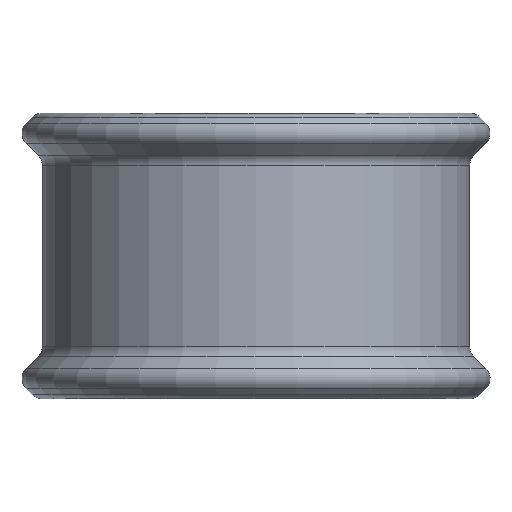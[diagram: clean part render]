
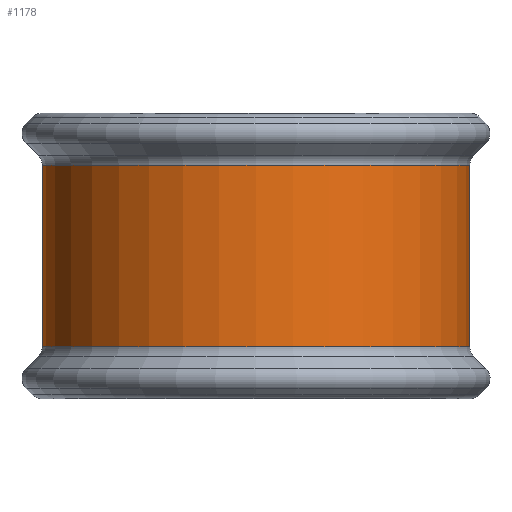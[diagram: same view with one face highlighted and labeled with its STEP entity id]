
A CAD part, front view. The second image highlights one B-rep face of the part: STEP entity #1178.
In plain terms, the highlighted cylindrical face has radius 11.709 mm (diameter 23.419 mm), a partial arc.
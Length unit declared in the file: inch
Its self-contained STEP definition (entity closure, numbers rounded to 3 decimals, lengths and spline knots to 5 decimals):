
#257 = DIRECTION ( 'NONE',  ( -1., 0., 0. ) ) ;
#374 = ORIENTED_EDGE ( 'NONE', *, *, #2088, .T. ) ;
#561 = DIRECTION ( 'NONE',  ( 0., 0., -1. ) ) ;
#639 = EDGE_CURVE ( 'NONE', #2896, #2320, #2634, .T. ) ;
#709 = CARTESIAN_POINT ( 'NONE',  ( -0.055, -0.812, -0.19579 ) ) ;
#1178 = ADVANCED_FACE ( 'NONE', ( #4198 ), #5780, .T. ) ;
#1239 = CARTESIAN_POINT ( 'NONE',  ( 0.406, -0.351, 0.19579 ) ) ;
#1552 = CIRCLE ( 'NONE', #5760, 0.461 ) ;
#2088 = EDGE_CURVE ( 'NONE', #3723, #5747, #1552, .T. ) ;
#2180 = DIRECTION ( 'NONE',  ( -1., 0., 0. ) ) ;
#2320 = VERTEX_POINT ( 'NONE', #709 ) ;
#2556 = EDGE_CURVE ( 'NONE', #2320, #5747, #2688, .T. ) ;
#2634 = CIRCLE ( 'NONE', #4087, 0.461 ) ;
#2688 = LINE ( 'NONE', #3715, #5022 ) ;
#2756 = EDGE_LOOP ( 'NONE', ( #5749, #374, #4793, #4670 ) ) ;
#2896 = VERTEX_POINT ( 'NONE', #3637 ) ;
#3075 = DIRECTION ( 'NONE',  ( 0., 0., -1. ) ) ;
#3387 = CARTESIAN_POINT ( 'NONE',  ( 0.406, -0.812, 0.19579 ) ) ;
#3623 = CARTESIAN_POINT ( 'NONE',  ( -0.055, -0.812, 0.19579 ) ) ;
#3637 = CARTESIAN_POINT ( 'NONE',  ( 0.406, -0.351, -0.19579 ) ) ;
#3715 = CARTESIAN_POINT ( 'NONE',  ( -0.055, -0.812, 0.19579 ) ) ;
#3723 = VERTEX_POINT ( 'NONE', #6043 ) ;
#3878 = DIRECTION ( 'NONE',  ( -1., 0., 0. ) ) ;
#4087 = AXIS2_PLACEMENT_3D ( 'NONE', #5864, #3075, #257 ) ;
#4106 = EDGE_CURVE ( 'NONE', #2896, #3723, #4927, .T. ) ;
#4190 = DIRECTION ( 'NONE',  ( 0., 0., 1. ) ) ;
#4198 = FACE_OUTER_BOUND ( 'NONE', #2756, .T. ) ;
#4670 = ORIENTED_EDGE ( 'NONE', *, *, #639, .F. ) ;
#4793 = ORIENTED_EDGE ( 'NONE', *, *, #2556, .F. ) ;
#4923 = DIRECTION ( 'NONE',  ( 0., 0., -1. ) ) ;
#4927 = LINE ( 'NONE', #1239, #6031 ) ;
#5022 = VECTOR ( 'NONE', #4190, 39.37008 ) ;
#5401 = AXIS2_PLACEMENT_3D ( 'NONE', #5890, #4923, #2180 ) ;
#5463 = DIRECTION ( 'NONE',  ( 0., 0., 1. ) ) ;
#5747 = VERTEX_POINT ( 'NONE', #3623 ) ;
#5749 = ORIENTED_EDGE ( 'NONE', *, *, #4106, .T. ) ;
#5760 = AXIS2_PLACEMENT_3D ( 'NONE', #3387, #561, #3878 ) ;
#5780 = CYLINDRICAL_SURFACE ( 'NONE', #5401, 0.461 ) ;
#5864 = CARTESIAN_POINT ( 'NONE',  ( 0.406, -0.812, -0.19579 ) ) ;
#5890 = CARTESIAN_POINT ( 'NONE',  ( 0.406, -0.812, 0. ) ) ;
#6031 = VECTOR ( 'NONE', #5463, 39.37008 ) ;
#6043 = CARTESIAN_POINT ( 'NONE',  ( 0.406, -0.351, 0.19579 ) ) ;
